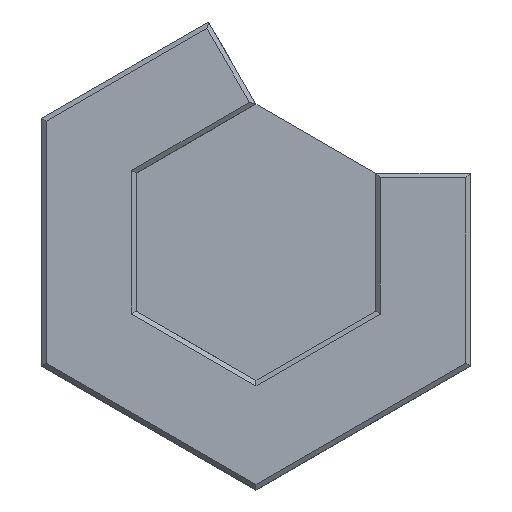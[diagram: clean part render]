
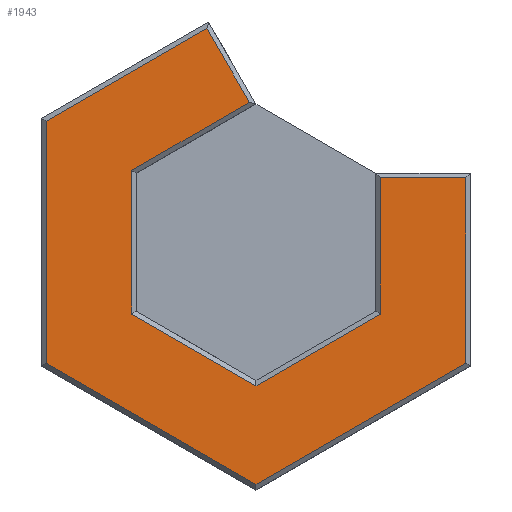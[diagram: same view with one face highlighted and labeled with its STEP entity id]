
A CAD part, top view. The second image highlights one B-rep face of the part: STEP entity #1943.
In plain terms, the highlighted planar face has unit normal (0, 0, 1).
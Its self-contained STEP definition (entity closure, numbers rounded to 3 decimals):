
#47=PLANE('',#2077);
#141=FACE_OUTER_BOUND('',#252,.T.);
#252=EDGE_LOOP('',(#1532,#1533,#1534,#1535,#1536,#1537,#1538,#1539,#1540,
#1541,#1542,#1543));
#505=LINE('',#5421,#642);
#509=LINE('',#5429,#646);
#512=LINE('',#5435,#649);
#515=LINE('',#5441,#652);
#518=LINE('',#5447,#655);
#521=LINE('',#5453,#658);
#524=LINE('',#5459,#661);
#528=LINE('',#5467,#665);
#531=LINE('',#5473,#668);
#534=LINE('',#5479,#671);
#537=LINE('',#5485,#674);
#540=LINE('',#5489,#677);
#642=VECTOR('',#2312,10.);
#646=VECTOR('',#2318,10.);
#649=VECTOR('',#2323,10.);
#652=VECTOR('',#2328,10.);
#655=VECTOR('',#2333,10.);
#658=VECTOR('',#2338,10.);
#661=VECTOR('',#2343,10.);
#665=VECTOR('',#2349,10.);
#668=VECTOR('',#2354,10.);
#671=VECTOR('',#2359,10.);
#674=VECTOR('',#2364,10.);
#677=VECTOR('',#2369,10.);
#863=VERTEX_POINT('',#5419);
#864=VERTEX_POINT('',#5420);
#867=VERTEX_POINT('',#5428);
#869=VERTEX_POINT('',#5434);
#871=VERTEX_POINT('',#5440);
#873=VERTEX_POINT('',#5446);
#875=VERTEX_POINT('',#5452);
#877=VERTEX_POINT('',#5458);
#880=VERTEX_POINT('',#5466);
#882=VERTEX_POINT('',#5472);
#884=VERTEX_POINT('',#5478);
#886=VERTEX_POINT('',#5484);
#1102=EDGE_CURVE('',#863,#864,#505,.T.);
#1106=EDGE_CURVE('',#864,#867,#509,.T.);
#1109=EDGE_CURVE('',#867,#869,#512,.T.);
#1112=EDGE_CURVE('',#869,#871,#515,.T.);
#1115=EDGE_CURVE('',#871,#873,#518,.T.);
#1118=EDGE_CURVE('',#873,#875,#521,.T.);
#1121=EDGE_CURVE('',#875,#877,#524,.T.);
#1125=EDGE_CURVE('',#877,#880,#528,.T.);
#1128=EDGE_CURVE('',#880,#882,#531,.T.);
#1131=EDGE_CURVE('',#882,#884,#534,.T.);
#1134=EDGE_CURVE('',#884,#886,#537,.T.);
#1137=EDGE_CURVE('',#886,#863,#540,.T.);
#1532=ORIENTED_EDGE('',*,*,#1102,.F.);
#1533=ORIENTED_EDGE('',*,*,#1137,.F.);
#1534=ORIENTED_EDGE('',*,*,#1134,.F.);
#1535=ORIENTED_EDGE('',*,*,#1131,.F.);
#1536=ORIENTED_EDGE('',*,*,#1128,.F.);
#1537=ORIENTED_EDGE('',*,*,#1125,.F.);
#1538=ORIENTED_EDGE('',*,*,#1121,.F.);
#1539=ORIENTED_EDGE('',*,*,#1118,.F.);
#1540=ORIENTED_EDGE('',*,*,#1115,.F.);
#1541=ORIENTED_EDGE('',*,*,#1112,.F.);
#1542=ORIENTED_EDGE('',*,*,#1109,.F.);
#1543=ORIENTED_EDGE('',*,*,#1106,.F.);
#1943=ADVANCED_FACE('',(#141),#47,.T.);
#2077=AXIS2_PLACEMENT_3D('',#5814,#2397,#2398);
#2312=DIRECTION('',(0.866,0.5,0.));
#2318=DIRECTION('',(0.5,-0.866,0.));
#2323=DIRECTION('',(-0.866,-0.5,0.));
#2328=DIRECTION('',(0.,-1.,0.));
#2333=DIRECTION('',(0.866,-0.5,0.));
#2338=DIRECTION('',(0.866,0.5,0.));
#2343=DIRECTION('',(0.,1.,0.));
#2349=DIRECTION('',(1.,0.,0.));
#2354=DIRECTION('',(0.,-1.,0.));
#2359=DIRECTION('',(-0.866,-0.5,0.));
#2364=DIRECTION('',(-0.866,0.5,0.));
#2369=DIRECTION('',(0.,1.,0.));
#2397=DIRECTION('center_axis',(0.,0.,1.));
#2398=DIRECTION('ref_axis',(1.,0.,0.));
#5419=CARTESIAN_POINT('',(-8.85,5.11,20.));
#5420=CARTESIAN_POINT('',(-2.073,9.022,20.));
#5421=CARTESIAN_POINT('',(-6.687,6.358,20.));
#5428=CARTESIAN_POINT('',(-0.273,5.904,20.));
#5429=CARTESIAN_POINT('',(1.089,3.545,20.));
#5434=CARTESIAN_POINT('',(-5.25,3.031,20.));
#5435=CARTESIAN_POINT('',(-3.887,3.818,20.));
#5440=CARTESIAN_POINT('',(-5.25,-3.031,20.));
#5441=CARTESIAN_POINT('',(-5.25,-1.458,20.));
#5446=CARTESIAN_POINT('',(0.,-6.062,20.));
#5447=CARTESIAN_POINT('',(-1.363,-5.276,20.));
#5452=CARTESIAN_POINT('',(5.25,-3.031,20.));
#5453=CARTESIAN_POINT('',(3.888,-3.818,20.));
#5458=CARTESIAN_POINT('',(5.25,2.716,20.));
#5459=CARTESIAN_POINT('',(5.25,1.458,20.));
#5466=CARTESIAN_POINT('',(8.85,2.716,20.));
#5467=CARTESIAN_POINT('',(4.525,2.716,20.));
#5472=CARTESIAN_POINT('',(8.85,-5.11,20.));
#5473=CARTESIAN_POINT('',(8.85,2.613,20.));
#5478=CARTESIAN_POINT('',(0.,-10.219,20.));
#5479=CARTESIAN_POINT('',(6.687,-6.358,20.));
#5484=CARTESIAN_POINT('',(-8.85,-5.11,20.));
#5485=CARTESIAN_POINT('',(-2.163,-8.971,20.));
#5489=CARTESIAN_POINT('',(-8.85,-2.613,20.));
#5814=CARTESIAN_POINT('Origin',(0.,0.,
20.));
